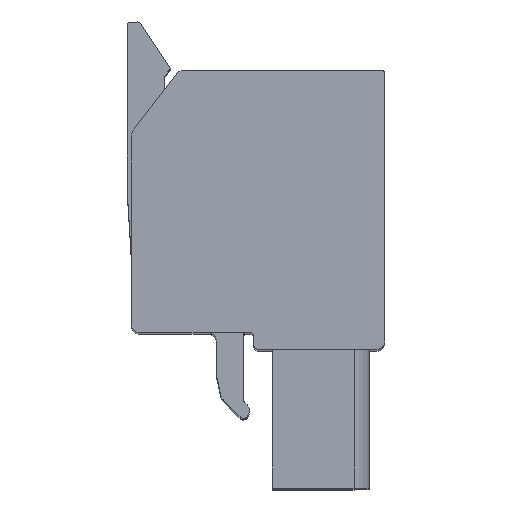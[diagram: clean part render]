
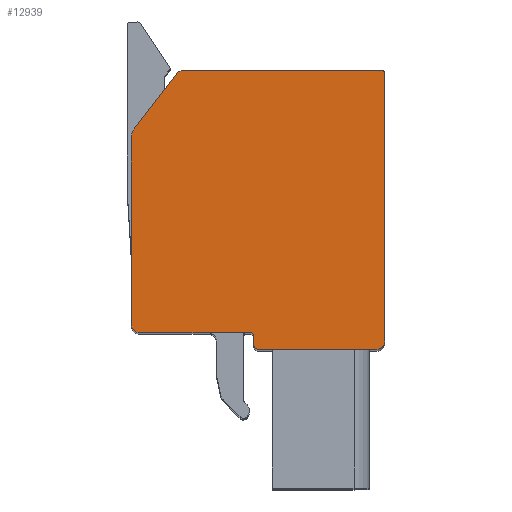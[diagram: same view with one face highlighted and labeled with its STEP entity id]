
A CAD part, top view. The second image highlights one B-rep face of the part: STEP entity #12939.
In plain terms, the highlighted planar face has unit normal (0, 0, 1).
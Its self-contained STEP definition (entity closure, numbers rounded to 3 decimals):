
#374=DIRECTION('',(1.,0.,0.));
#375=VECTOR('',#374,7.05);
#376=CARTESIAN_POINT('',(9.402,11.784,2.94));
#377=LINE('',#376,#375);
#1603=CARTESIAN_POINT('',(9.402,12.084,2.94));
#1604=DIRECTION('',(0.,0.,1.));
#1605=DIRECTION('',(-1.,0.,0.));
#1606=AXIS2_PLACEMENT_3D('',#1603,#1604,#1605);
#1608=DIRECTION('',(0.,-1.,0.));
#1609=VECTOR('',#1608,0.5);
#1610=CARTESIAN_POINT('',(9.102,12.584,2.94));
#1611=LINE('',#1610,#1609);
#1612=CARTESIAN_POINT('',(8.902,12.584,2.94));
#1613=DIRECTION('',(0.,0.,-1.));
#1614=DIRECTION('',(0.,1.,0.));
#1615=AXIS2_PLACEMENT_3D('',#1612,#1613,#1614);
#1617=DIRECTION('',(1.,0.,0.));
#1618=VECTOR('',#1617,6.61);
#1619=CARTESIAN_POINT('',(2.292,12.784,2.94));
#1620=LINE('',#1619,#1618);
#1621=CARTESIAN_POINT('',(2.292,13.284,2.94));
#1622=DIRECTION('',(0.,0.,1.));
#1623=DIRECTION('',(-1.,0.,0.));
#1624=AXIS2_PLACEMENT_3D('',#1621,#1622,#1623);
#1626=DIRECTION('',(0.,-1.,0.));
#1627=VECTOR('',#1626,11.132);
#1628=CARTESIAN_POINT('',(1.792,24.416,2.94));
#1629=LINE('',#1628,#1627);
#1630=CARTESIAN_POINT('',(2.792,24.416,2.94));
#1631=DIRECTION('',(0.,0.,1.));
#1632=DIRECTION('',(-0.789,0.614,0.));
#1633=AXIS2_PLACEMENT_3D('',#1630,#1631,#1632);
#1635=DIRECTION('',(-0.614,-0.789,0.));
#1636=VECTOR('',#1635,4.1);
#1637=CARTESIAN_POINT('',(4.52,28.266,2.94));
#1638=LINE('',#1637,#1636);
#1639=CARTESIAN_POINT('',(4.915,27.959,2.94));
#1640=DIRECTION('',(0.,0.,1.));
#1641=DIRECTION('',(0.,1.,0.));
#1642=AXIS2_PLACEMENT_3D('',#1639,#1640,#1641);
#1644=DIRECTION('',(-1.,0.,0.));
#1645=VECTOR('',#1644,11.838);
#1646=CARTESIAN_POINT('',(16.752,28.459,2.94));
#1647=LINE('',#1646,#1645);
#1648=CARTESIAN_POINT('',(16.752,28.259,2.94));
#1649=DIRECTION('',(0.,0.,1.));
#1650=DIRECTION('',(1.,0.,0.));
#1651=AXIS2_PLACEMENT_3D('',#1648,#1649,#1650);
#1653=DIRECTION('',(0.,1.,0.));
#1654=VECTOR('',#1653,15.975);
#1655=CARTESIAN_POINT('',(16.952,12.284,2.94));
#1656=LINE('',#1655,#1654);
#1657=CARTESIAN_POINT('',(16.452,12.284,2.94));
#1658=DIRECTION('',(0.,0.,1.));
#1659=DIRECTION('',(0.,-1.,0.));
#1660=AXIS2_PLACEMENT_3D('',#1657,#1658,#1659);
#8247=CARTESIAN_POINT('',(2.003,25.03,2.94));
#8248=CARTESIAN_POINT('',(1.792,24.416,2.94));
#8249=VERTEX_POINT('',#8247);
#8250=VERTEX_POINT('',#8248);
#8251=CARTESIAN_POINT('',(1.792,13.284,2.94));
#8252=VERTEX_POINT('',#8251);
#8253=CARTESIAN_POINT('',(2.292,12.784,2.94));
#8254=VERTEX_POINT('',#8253);
#8255=CARTESIAN_POINT('',(8.902,12.784,2.94));
#8256=VERTEX_POINT('',#8255);
#8257=CARTESIAN_POINT('',(9.102,12.584,2.94));
#8258=VERTEX_POINT('',#8257);
#8259=CARTESIAN_POINT('',(9.102,12.084,2.94));
#8260=VERTEX_POINT('',#8259);
#8261=CARTESIAN_POINT('',(9.402,11.784,2.94));
#8262=VERTEX_POINT('',#8261);
#8263=CARTESIAN_POINT('',(16.452,11.784,2.94));
#8264=CARTESIAN_POINT('',(16.952,12.284,2.94));
#8265=VERTEX_POINT('',#8263);
#8266=VERTEX_POINT('',#8264);
#8267=CARTESIAN_POINT('',(16.952,28.259,2.94));
#8268=VERTEX_POINT('',#8267);
#8269=CARTESIAN_POINT('',(16.752,28.459,2.94));
#8270=VERTEX_POINT('',#8269);
#8271=CARTESIAN_POINT('',(4.915,28.459,2.94));
#8272=VERTEX_POINT('',#8271);
#8273=CARTESIAN_POINT('',(4.52,28.266,2.94));
#8274=VERTEX_POINT('',#8273);
#12905=CARTESIAN_POINT('',(0.,0.,2.94));
#12906=DIRECTION('',(0.,0.,1.));
#12907=DIRECTION('',(1.,0.,0.));
#12908=AXIS2_PLACEMENT_3D('',#12905,#12906,#12907);
#12909=PLANE('',#12908);
#12910=ORIENTED_EDGE('',*,*,#10628,.F.);
#12912=ORIENTED_EDGE('',*,*,#12911,.F.);
#12914=ORIENTED_EDGE('',*,*,#12913,.F.);
#12916=ORIENTED_EDGE('',*,*,#12915,.F.);
#12918=ORIENTED_EDGE('',*,*,#12917,.F.);
#12920=ORIENTED_EDGE('',*,*,#12919,.F.);
#12922=ORIENTED_EDGE('',*,*,#12921,.F.);
#12924=ORIENTED_EDGE('',*,*,#12923,.F.);
#12926=ORIENTED_EDGE('',*,*,#12925,.F.);
#12928=ORIENTED_EDGE('',*,*,#12927,.F.);
#12930=ORIENTED_EDGE('',*,*,#12929,.F.);
#12932=ORIENTED_EDGE('',*,*,#12931,.F.);
#12934=ORIENTED_EDGE('',*,*,#12933,.F.);
#12936=ORIENTED_EDGE('',*,*,#12935,.F.);
#12937=EDGE_LOOP('',(#12910,#12912,#12914,#12916,#12918,#12920,#12922,#12924,
#12926,#12928,#12930,#12932,#12934,#12936));
#12938=FACE_OUTER_BOUND('',#12937,.F.);
#12939=ADVANCED_FACE('',(#12938),#12909,.T.);
#1607=CIRCLE('',#1606,0.3);
#1616=CIRCLE('',#1615,0.2);
#1625=CIRCLE('',#1624,0.5);
#1634=CIRCLE('',#1633,1.);
#1643=CIRCLE('',#1642,0.5);
#1652=CIRCLE('',#1651,0.2);
#1661=CIRCLE('',#1660,0.5);
#10628=EDGE_CURVE('',#8262,#8265,#377,.T.);
#12911=EDGE_CURVE('',#8260,#8262,#1607,.T.);
#12913=EDGE_CURVE('',#8258,#8260,#1611,.T.);
#12915=EDGE_CURVE('',#8256,#8258,#1616,.T.);
#12917=EDGE_CURVE('',#8254,#8256,#1620,.T.);
#12919=EDGE_CURVE('',#8252,#8254,#1625,.T.);
#12921=EDGE_CURVE('',#8250,#8252,#1629,.T.);
#12923=EDGE_CURVE('',#8249,#8250,#1634,.T.);
#12925=EDGE_CURVE('',#8274,#8249,#1638,.T.);
#12927=EDGE_CURVE('',#8272,#8274,#1643,.T.);
#12929=EDGE_CURVE('',#8270,#8272,#1647,.T.);
#12931=EDGE_CURVE('',#8268,#8270,#1652,.T.);
#12933=EDGE_CURVE('',#8266,#8268,#1656,.T.);
#12935=EDGE_CURVE('',#8265,#8266,#1661,.T.);
